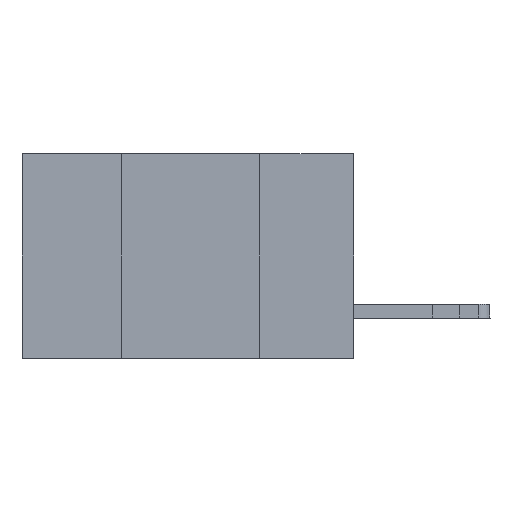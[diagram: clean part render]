
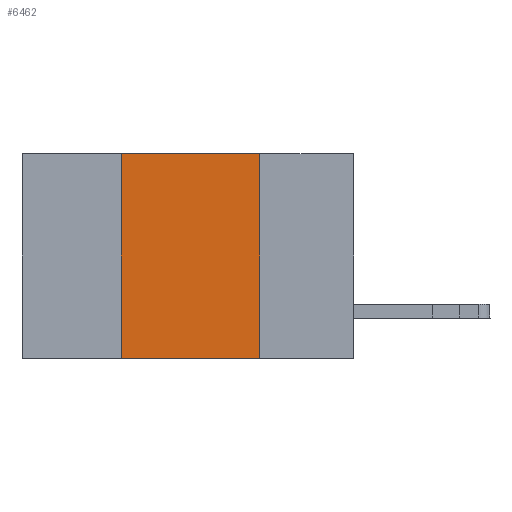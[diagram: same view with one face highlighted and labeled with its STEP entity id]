
A CAD part, left-side view. The second image highlights one B-rep face of the part: STEP entity #6462.
In plain terms, the highlighted planar face has unit normal (-1, 0, 0).
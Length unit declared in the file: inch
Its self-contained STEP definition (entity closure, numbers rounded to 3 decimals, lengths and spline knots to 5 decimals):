
#1086 = EDGE_CURVE ( 'NONE', #4308, #12575, #12999, .T. ) ;
#2540 = LINE ( 'NONE', #10634, #15842 ) ;
#4091 = EDGE_CURVE ( 'NONE', #12575, #4913, #2540, .T. ) ;
#4308 = VERTEX_POINT ( 'NONE', #24205 ) ;
#4340 = FACE_OUTER_BOUND ( 'NONE', #26079, .T. ) ;
#4913 = VERTEX_POINT ( 'NONE', #11078 ) ;
#6365 = DIRECTION ( 'NONE',  ( 0., 0., -1. ) ) ;
#6462 = ADVANCED_FACE ( 'NONE', ( #4340 ), #6604, .F. ) ;
#6604 = PLANE ( 'NONE',  #11350 ) ;
#6655 = DIRECTION ( 'NONE',  ( 0., -1., 0. ) ) ;
#8012 = VECTOR ( 'NONE', #12416, 39.37008 ) ;
#8172 = VECTOR ( 'NONE', #6365, 39.37008 ) ;
#8207 = ORIENTED_EDGE ( 'NONE', *, *, #8289, .T. ) ;
#8289 = EDGE_CURVE ( 'NONE', #4308, #19597, #24413, .T. ) ;
#10357 = LINE ( 'NONE', #18410, #8172 ) ;
#10634 = CARTESIAN_POINT ( 'NONE',  ( 0., 0.6, 0. ) ) ;
#11078 = CARTESIAN_POINT ( 'NONE',  ( 0., 0.17, 0. ) ) ;
#11350 = AXIS2_PLACEMENT_3D ( 'NONE', #12184, #22210, #18767 ) ;
#12184 = CARTESIAN_POINT ( 'NONE',  ( 0., 0.6, 0. ) ) ;
#12416 = DIRECTION ( 'NONE',  ( 0., -1., 0. ) ) ;
#12575 = VERTEX_POINT ( 'NONE', #16079 ) ;
#12999 = LINE ( 'NONE', #25006, #19724 ) ;
#13173 = EDGE_CURVE ( 'NONE', #4913, #19597, #10357, .T. ) ;
#14381 = CARTESIAN_POINT ( 'NONE',  ( 0., 0.6, -0.37 ) ) ;
#15842 = VECTOR ( 'NONE', #6655, 39.37008 ) ;
#16079 = CARTESIAN_POINT ( 'NONE',  ( 0., 0.42, 0. ) ) ;
#18410 = CARTESIAN_POINT ( 'NONE',  ( 0., 0.17, 0. ) ) ;
#18494 = ORIENTED_EDGE ( 'NONE', *, *, #4091, .F. ) ;
#18767 = DIRECTION ( 'NONE',  ( 0., 0., -1. ) ) ;
#19597 = VERTEX_POINT ( 'NONE', #20058 ) ;
#19724 = VECTOR ( 'NONE', #21177, 39.37008 ) ;
#20058 = CARTESIAN_POINT ( 'NONE',  ( 0., 0.17, -0.37 ) ) ;
#20999 = ORIENTED_EDGE ( 'NONE', *, *, #13173, .F. ) ;
#21177 = DIRECTION ( 'NONE',  ( 0., 0., 1. ) ) ;
#22210 = DIRECTION ( 'NONE',  ( 1., 0., 0. ) ) ;
#24158 = ORIENTED_EDGE ( 'NONE', *, *, #1086, .F. ) ;
#24205 = CARTESIAN_POINT ( 'NONE',  ( 0., 0.42, -0.37 ) ) ;
#24413 = LINE ( 'NONE', #14381, #8012 ) ;
#25006 = CARTESIAN_POINT ( 'NONE',  ( 0., 0.42, 0. ) ) ;
#26079 = EDGE_LOOP ( 'NONE', ( #20999, #18494, #24158, #8207 ) ) ;
